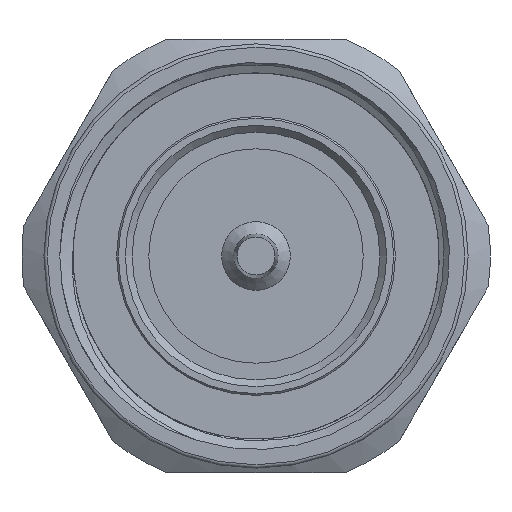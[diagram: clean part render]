
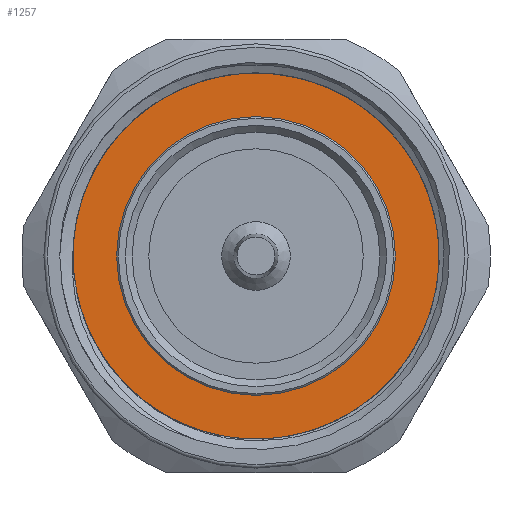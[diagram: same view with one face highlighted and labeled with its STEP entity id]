
A CAD part, left-side view. The second image highlights one B-rep face of the part: STEP entity #1257.
In plain terms, the highlighted planar face has unit normal (-1, 0, 0).
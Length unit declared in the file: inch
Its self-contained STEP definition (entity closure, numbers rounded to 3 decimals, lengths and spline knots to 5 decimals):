
#108 = CARTESIAN_POINT ( 'NONE',  ( 0.42179, 0., 0. ) ) ;
#139 = DIRECTION ( 'NONE',  ( 0., 0., 1. ) ) ;
#227 = DIRECTION ( 'NONE',  ( 0., 0., 1. ) ) ;
#414 = EDGE_CURVE ( 'NONE', #2208, #2208, #3344, .T. ) ;
#823 = VERTEX_POINT ( 'NONE', #2540 ) ;
#852 = DIRECTION ( 'NONE',  ( -1., 0., 0. ) ) ;
#954 = DIRECTION ( 'NONE',  ( -1., 0., 0. ) ) ;
#1206 = ORIENTED_EDGE ( 'NONE', *, *, #414, .F. ) ;
#1257 = ADVANCED_FACE ( 'NONE', ( #3417, #3398 ), #1349, .T. ) ;
#1349 = PLANE ( 'NONE',  #1764 ) ;
#1383 = ORIENTED_EDGE ( 'NONE', *, *, #2507, .T. ) ;
#1391 = AXIS2_PLACEMENT_3D ( 'NONE', #108, #954, #139 ) ;
#1558 = EDGE_LOOP ( 'NONE', ( #1383 ) ) ;
#1650 = DIRECTION ( 'NONE',  ( -1., 0., 0. ) ) ;
#1728 = AXIS2_PLACEMENT_3D ( 'NONE', #2242, #1650, #227 ) ;
#1764 = AXIS2_PLACEMENT_3D ( 'NONE', #2216, #852, #2492 ) ;
#2208 = VERTEX_POINT ( 'NONE', #3341 ) ;
#2216 = CARTESIAN_POINT ( 'NONE',  ( 0.42179, 0., 0. ) ) ;
#2242 = CARTESIAN_POINT ( 'NONE',  ( 0.42179, 0., 0. ) ) ;
#2492 = DIRECTION ( 'NONE',  ( 0., 0., 1. ) ) ;
#2507 = EDGE_CURVE ( 'NONE', #823, #823, #2963, .T. ) ;
#2540 = CARTESIAN_POINT ( 'NONE',  ( 0.42179, 0., 0.57237 ) ) ;
#2963 = CIRCLE ( 'NONE', #1391, 0.57237 ) ;
#3341 = CARTESIAN_POINT ( 'NONE',  ( 0.42179, 0., 0.40551 ) ) ;
#3344 = CIRCLE ( 'NONE', #1728, 0.40551 ) ;
#3398 = FACE_OUTER_BOUND ( 'NONE', #1558, .T. ) ;
#3417 = FACE_BOUND ( 'NONE', #3587, .T. ) ;
#3587 = EDGE_LOOP ( 'NONE', ( #1206 ) ) ;
